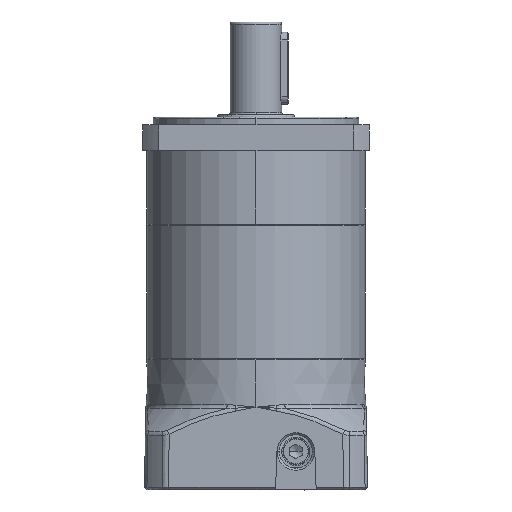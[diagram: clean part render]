
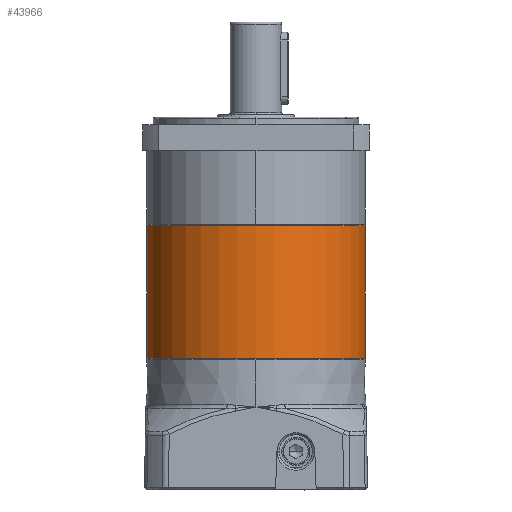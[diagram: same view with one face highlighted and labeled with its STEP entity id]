
A CAD part, left-side view. The second image highlights one B-rep face of the part: STEP entity #43966.
In plain terms, the highlighted cylindrical face has radius 42.5 mm (diameter 85 mm), a partial arc.
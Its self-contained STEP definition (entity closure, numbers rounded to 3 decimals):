
#3753 = CARTESIAN_POINT ( 'NONE',  ( 0., 51.7, 0. ) ) ;
#5203 = EDGE_CURVE ( 'NONE', #7333, #18743, #33690, .T. ) ;
#5230 = VERTEX_POINT ( 'NONE', #18594 ) ;
#6906 = DIRECTION ( 'NONE',  ( 0., -1., 0. ) ) ;
#7333 = VERTEX_POINT ( 'NONE', #22923 ) ;
#7509 = DIRECTION ( 'NONE',  ( 0., 0., -1. ) ) ;
#7645 = AXIS2_PLACEMENT_3D ( 'NONE', #26407, #26342, #26282 ) ;
#8755 = EDGE_CURVE ( 'NONE', #18743, #20813, #15318, .T. ) ;
#10338 = ORIENTED_EDGE ( 'NONE', *, *, #43324, .F. ) ;
#13883 = DIRECTION ( 'NONE',  ( 0., -1., 0. ) ) ;
#15318 = CIRCLE ( 'NONE', #7645, 42.5 ) ;
#17442 = VECTOR ( 'NONE', #19082, 1000. ) ;
#18216 = CIRCLE ( 'NONE', #32691, 42.5 ) ;
#18594 = CARTESIAN_POINT ( 'NONE',  ( -42.5, 51.7, 0. ) ) ;
#18743 = VERTEX_POINT ( 'NONE', #42357 ) ;
#19082 = DIRECTION ( 'NONE',  ( 0., -1., 0. ) ) ;
#19133 = CARTESIAN_POINT ( 'NONE',  ( 0., 52., -42.5 ) ) ;
#20813 = VERTEX_POINT ( 'NONE', #30464 ) ;
#21316 = ORIENTED_EDGE ( 'NONE', *, *, #25277, .T. ) ;
#21423 = CIRCLE ( 'NONE', #30618, 42.5 ) ;
#22923 = CARTESIAN_POINT ( 'NONE',  ( 0., 51.7, -42.5 ) ) ;
#25277 = EDGE_CURVE ( 'NONE', #5230, #7333, #21423, .T. ) ;
#26282 = DIRECTION ( 'NONE',  ( 0., 0., -1. ) ) ;
#26342 = DIRECTION ( 'NONE',  ( 0., 1., 0. ) ) ;
#26407 = CARTESIAN_POINT ( 'NONE',  ( 0., 0.3, 0. ) ) ;
#26700 = VERTEX_POINT ( 'NONE', #45947 ) ;
#28870 = EDGE_LOOP ( 'NONE', ( #10338, #40018, #21316, #40631, #35381 ) ) ;
#29647 = DIRECTION ( 'NONE',  ( 0., 0., -1. ) ) ;
#29934 = DIRECTION ( 'NONE',  ( 0., -1., 0. ) ) ;
#30464 = CARTESIAN_POINT ( 'NONE',  ( 0., 0.3, 42.5 ) ) ;
#30618 = AXIS2_PLACEMENT_3D ( 'NONE', #43413, #43399, #43366 ) ;
#32462 = CARTESIAN_POINT ( 'NONE',  ( 0., 52., 42.5 ) ) ;
#32691 = AXIS2_PLACEMENT_3D ( 'NONE', #3753, #29934, #7509 ) ;
#33690 = LINE ( 'NONE', #19133, #17442 ) ;
#35381 = ORIENTED_EDGE ( 'NONE', *, *, #8755, .T. ) ;
#35957 = LINE ( 'NONE', #32462, #36007 ) ;
#36007 = VECTOR ( 'NONE', #13883, 1000. ) ;
#37178 = AXIS2_PLACEMENT_3D ( 'NONE', #48256, #6906, #29647 ) ;
#38500 = FACE_OUTER_BOUND ( 'NONE', #28870, .T. ) ;
#38991 = CYLINDRICAL_SURFACE ( 'NONE', #37178, 42.5 ) ;
#39692 = EDGE_CURVE ( 'NONE', #26700, #5230, #18216, .T. ) ;
#40018 = ORIENTED_EDGE ( 'NONE', *, *, #39692, .T. ) ;
#40631 = ORIENTED_EDGE ( 'NONE', *, *, #5203, .T. ) ;
#42357 = CARTESIAN_POINT ( 'NONE',  ( 0., 0.3, -42.5 ) ) ;
#43324 = EDGE_CURVE ( 'NONE', #26700, #20813, #35957, .T. ) ;
#43366 = DIRECTION ( 'NONE',  ( 0., 0., -1. ) ) ;
#43399 = DIRECTION ( 'NONE',  ( 0., -1., 0. ) ) ;
#43413 = CARTESIAN_POINT ( 'NONE',  ( 0., 51.7, 0. ) ) ;
#43966 = ADVANCED_FACE ( 'NONE', ( #38500 ), #38991, .T. ) ;
#45947 = CARTESIAN_POINT ( 'NONE',  ( 0., 51.7, 42.5 ) ) ;
#48256 = CARTESIAN_POINT ( 'NONE',  ( 0., 52., 0. ) ) ;
